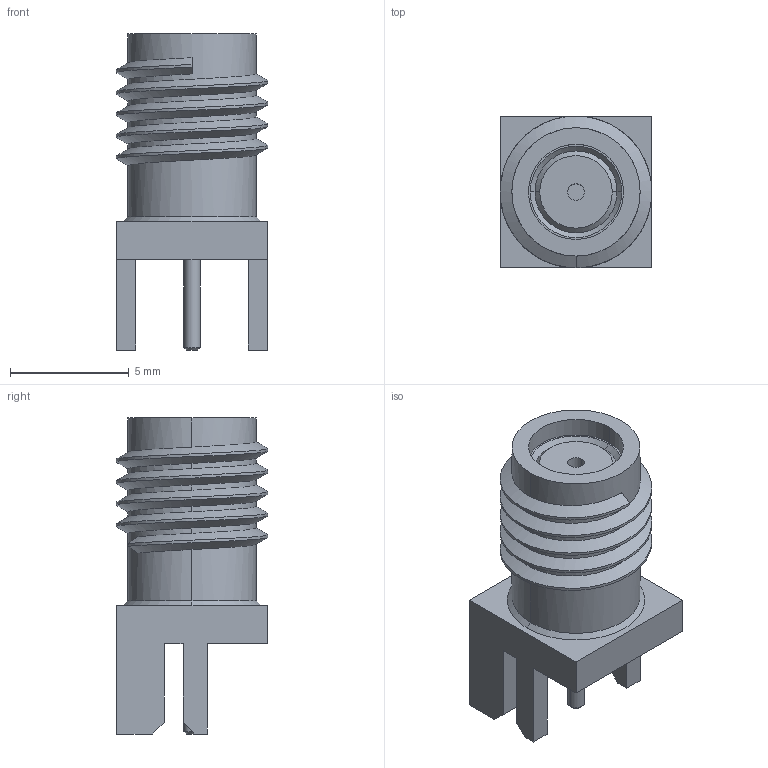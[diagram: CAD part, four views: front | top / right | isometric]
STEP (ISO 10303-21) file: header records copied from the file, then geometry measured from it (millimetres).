
FILE_DESCRIPTION (( 'STEP AP214' ), '1' );
FILE_NAME ('EMPCB.SMAFSTJ.B.HT.STEP', '2021-07-07T22:32:37', ( '' ), ( '' ), 'SwSTEP 2.0', 'SolidWorks 2017', '' );
FILE_SCHEMA (( 'AUTOMOTIVE_DESIGN' ));
Length unit declared in the file: millimetre
Products named in the file (1): EMPCB.SMAFSTJ.B.HT
Bounding box: 6.38 x 6.38 x 13.3 mm (x, y, z)
Volume: 267.9 mm3; surface area: 623.8 mm2
Topology: 4 solids, 4 shells, 77 faces, 181 edges, 118 vertices
Faces by surface type: plane 38, cylinder 28, cone 8, bspline 3
Entity records: 3204 total; most frequent: CARTESIAN_POINT 1395, ORIENTED_EDGE 362, DIRECTION 356, EDGE_CURVE 181, AXIS2_PLACEMENT_3D 123, VERTEX_POINT 118, VECTOR 110, LINE 110
